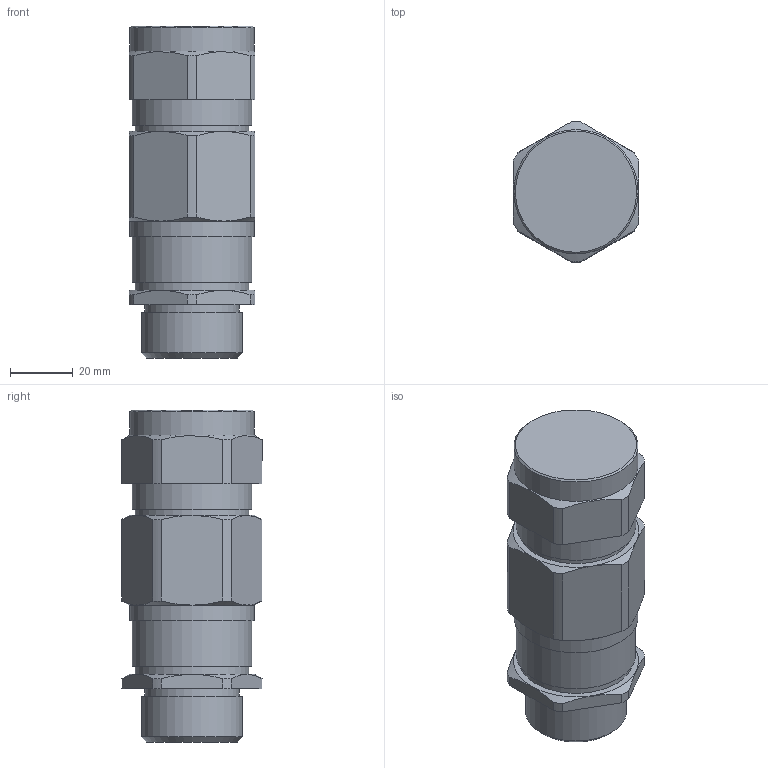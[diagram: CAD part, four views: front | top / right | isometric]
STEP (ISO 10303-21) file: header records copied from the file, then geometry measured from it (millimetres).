
FILE_DESCRIPTION((''),'2;1');
FILE_NAME('КОВЗ3M.stp','2021-11-01T09:13:01',('v.v.tulinov'),(''),'Autodesk Inventor 2012','Autodesk Inventor 2012','');
FILE_SCHEMA(('AUTOMOTIVE_DESIGN { 1 0 10303 214 1 1 1 1 }'));
Length unit declared in the file: millimetre
Products named in the file (1): FECA(параметрическая)_Внешний контур_1
Bounding box: 40 x 44.49 x 105.5 mm (x, y, z)
Volume: 125890.8 mm3; surface area: 17092.4 mm2
Topology: 1 solids, 1 shells, 71 faces, 166 edges, 106 vertices
Faces by surface type: plane 29, cylinder 26, cone 16
Full cylindrical faces by diameter (mm): 30 x1, 32 x1, 36 x2, 38 x2, 39.5 x2
Entity records: 2016 total; most frequent: CARTESIAN_POINT 398, DIRECTION 326, ORIENTED_EDGE 302, EDGE_CURVE 151, AXIS2_PLACEMENT_3D 139, VERTEX_POINT 103, EDGE_LOOP 92, STYLED_ITEM 72
